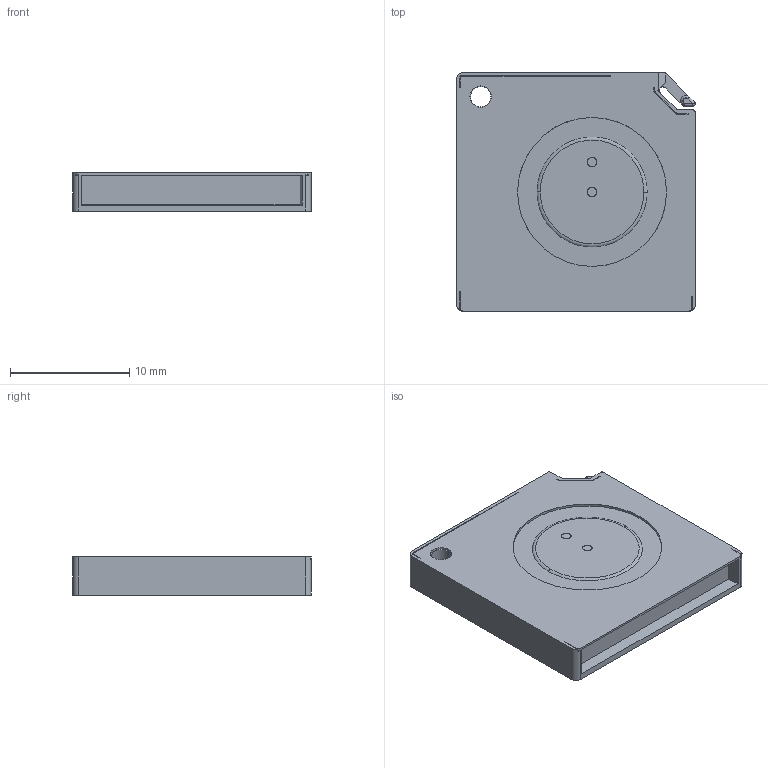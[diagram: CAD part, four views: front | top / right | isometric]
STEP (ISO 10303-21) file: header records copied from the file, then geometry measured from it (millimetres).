
FILE_DESCRIPTION (( 'STEP AP214' ), '1' );
FILE_NAME ('DB2003_SHARED.STEP', '2020-12-17T19:20:01', ( '' ), ( '' ), 'SwSTEP 2.0', 'SolidWorks 2020', '' );
FILE_SCHEMA (( 'AUTOMOTIVE_DESIGN' ));
Length unit declared in the file: millimetre
Products named in the file (1): DB2003_SHARED
Bounding box: 20 x 20 x 3.2 mm (x, y, z)
Volume: 1160 mm3; surface area: 1153.7 mm2
Topology: 1 solids, 1 shells, 209 faces, 528 edges, 329 vertices
Faces by surface type: cylinder 84, plane 81, bspline 43, torus 1
Entity records: 8166 total; most frequent: CARTESIAN_POINT 3484, ORIENTED_EDGE 1048, DIRECTION 869, EDGE_CURVE 524, VERTEX_POINT 329, AXIS2_PLACEMENT_3D 303, VECTOR 263, LINE 263
